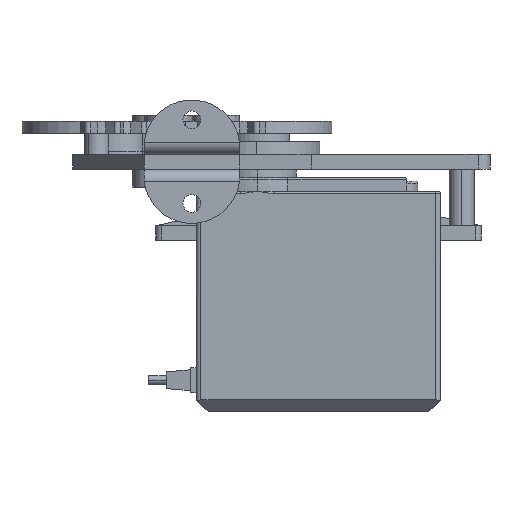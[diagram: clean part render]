
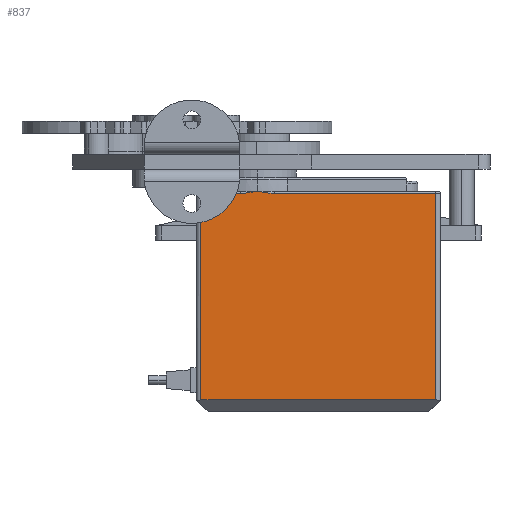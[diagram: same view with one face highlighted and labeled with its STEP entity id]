
A CAD part, left-side view. The second image highlights one B-rep face of the part: STEP entity #837.
In plain terms, the highlighted face is planar.
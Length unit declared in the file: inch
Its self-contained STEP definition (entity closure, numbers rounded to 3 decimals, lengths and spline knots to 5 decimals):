
#178 = LINE ( 'NONE', #8376, #5770 ) ;
#211 = CARTESIAN_POINT ( 'NONE',  ( -0.51518, 1.44094, 0.40354 ) ) ;
#478 = ORIENTED_EDGE ( 'NONE', *, *, #1418, .T. ) ;
#532 = B_SPLINE_CURVE_WITH_KNOTS ( 'NONE', 3,
 ( #4246, #12123, #4118, #12080, #6244, #211 ),
 .UNSPECIFIED., .F., .F.,
 ( 4, 2, 4 ),
 ( -0.00002, 0.00141, 0.00285 ),
 .UNSPECIFIED. ) ;
#837 = ADVANCED_FACE ( 'NONE', ( #11919 ), #3341, .F. ) ;
#1055 = CARTESIAN_POINT ( 'NONE',  ( 0.77559, 0.07874, 0.40354 ) ) ;
#1282 = DIRECTION ( 'NONE',  ( -1., 0., 0. ) ) ;
#1375 = EDGE_CURVE ( 'NONE', #4396, #9109, #10534, .T. ) ;
#1418 = EDGE_CURVE ( 'NONE', #5670, #4396, #178, .T. ) ;
#1518 = CARTESIAN_POINT ( 'NONE',  ( 0.77559, 1.44094, 0.40354 ) ) ;
#1871 = CARTESIAN_POINT ( 'NONE',  ( -0.36665, 1.44924, 0.40354 ) ) ;
#2070 = ORIENTED_EDGE ( 'NONE', *, *, #11429, .T. ) ;
#2235 = VERTEX_POINT ( 'NONE', #6806 ) ;
#2251 = EDGE_LOOP ( 'NONE', ( #5743, #4770, #5505, #2070, #10994, #478, #7677 ) ) ;
#2280 = DIRECTION ( 'NONE',  ( -1., 0., 0. ) ) ;
#3003 = AXIS2_PLACEMENT_3D ( 'NONE', #12298, #4419, #6415 ) ;
#3341 = PLANE ( 'NONE',  #3003 ) ;
#3538 = CARTESIAN_POINT ( 'NONE',  ( 0.80709, 0.07874, 0.40354 ) ) ;
#4118 = CARTESIAN_POINT ( 'NONE',  ( -0.44043, 1.44924, 0.40354 ) ) ;
#4246 = CARTESIAN_POINT ( 'NONE',  ( -0.40354, 1.45669, 0.40354 ) ) ;
#4323 = VECTOR ( 'NONE', #2280, 39.37008 ) ;
#4396 = VERTEX_POINT ( 'NONE', #10746 ) ;
#4419 = DIRECTION ( 'NONE',  ( 0., 0., -1. ) ) ;
#4583 = VECTOR ( 'NONE', #6203, 39.37008 ) ;
#4770 = ORIENTED_EDGE ( 'NONE', *, *, #8718, .T. ) ;
#5505 = ORIENTED_EDGE ( 'NONE', *, *, #11053, .T. ) ;
#5525 = B_SPLINE_CURVE_WITH_KNOTS ( 'NONE', 3,
 ( #10576, #8659, #11690, #1871, #8782, #11732 ),
 .UNSPECIFIED., .F., .F.,
 ( 4, 2, 4 ),
 ( 0., 0.00143, 0.00287 ),
 .UNSPECIFIED. ) ;
#5565 = DIRECTION ( 'NONE',  ( 0., -1., 0. ) ) ;
#5577 = VERTEX_POINT ( 'NONE', #1518 ) ;
#5670 = VERTEX_POINT ( 'NONE', #12563 ) ;
#5743 = ORIENTED_EDGE ( 'NONE', *, *, #12568, .T. ) ;
#5759 = CARTESIAN_POINT ( 'NONE',  ( -0.40354, 1.45669, 0.40354 ) ) ;
#5770 = VECTOR ( 'NONE', #5565, 39.37008 ) ;
#6181 = CARTESIAN_POINT ( 'NONE',  ( -0.80709, 1.44094, 0.40354 ) ) ;
#6203 = DIRECTION ( 'NONE',  ( 0., 1., 0. ) ) ;
#6244 = CARTESIAN_POINT ( 'NONE',  ( -0.49632, 1.44094, 0.40354 ) ) ;
#6415 = DIRECTION ( 'NONE',  ( -1., 0., 0. ) ) ;
#6761 = LINE ( 'NONE', #6181, #7550 ) ;
#6798 = EDGE_CURVE ( 'NONE', #9825, #5670, #8200, .T. ) ;
#6806 = CARTESIAN_POINT ( 'NONE',  ( -0.29191, 1.44094, 0.40354 ) ) ;
#7525 = DIRECTION ( 'NONE',  ( 1., 0., 0. ) ) ;
#7550 = VECTOR ( 'NONE', #1282, 39.37008 ) ;
#7677 = ORIENTED_EDGE ( 'NONE', *, *, #1375, .T. ) ;
#8106 = CARTESIAN_POINT ( 'NONE',  ( 0.77559, 1.45669, 0.40354 ) ) ;
#8169 = CARTESIAN_POINT ( 'NONE',  ( -0.80709, 1.44094, 0.40354 ) ) ;
#8200 = LINE ( 'NONE', #8169, #4323 ) ;
#8376 = CARTESIAN_POINT ( 'NONE',  ( -0.77559, 1.45669, 0.40354 ) ) ;
#8569 = CARTESIAN_POINT ( 'NONE',  ( -0.51518, 1.44094, 0.40354 ) ) ;
#8659 = CARTESIAN_POINT ( 'NONE',  ( -0.31077, 1.44094, 0.40354 ) ) ;
#8718 = EDGE_CURVE ( 'NONE', #5577, #2235, #6761, .T. ) ;
#8782 = CARTESIAN_POINT ( 'NONE',  ( -0.38509, 1.45297, 0.40354 ) ) ;
#9109 = VERTEX_POINT ( 'NONE', #1055 ) ;
#9774 = VERTEX_POINT ( 'NONE', #5759 ) ;
#9825 = VERTEX_POINT ( 'NONE', #8569 ) ;
#9929 = VECTOR ( 'NONE', #7525, 39.37008 ) ;
#10534 = LINE ( 'NONE', #3538, #9929 ) ;
#10576 = CARTESIAN_POINT ( 'NONE',  ( -0.29191, 1.44094, 0.40354 ) ) ;
#10746 = CARTESIAN_POINT ( 'NONE',  ( -0.77559, 0.07874, 0.40354 ) ) ;
#10994 = ORIENTED_EDGE ( 'NONE', *, *, #6798, .T. ) ;
#11053 = EDGE_CURVE ( 'NONE', #2235, #9774, #5525, .T. ) ;
#11429 = EDGE_CURVE ( 'NONE', #9774, #9825, #532, .T. ) ;
#11690 = CARTESIAN_POINT ( 'NONE',  ( -0.32951, 1.44329, 0.40354 ) ) ;
#11732 = CARTESIAN_POINT ( 'NONE',  ( -0.40354, 1.45669, 0.40354 ) ) ;
#11919 = FACE_OUTER_BOUND ( 'NONE', #2251, .T. ) ;
#12080 = CARTESIAN_POINT ( 'NONE',  ( -0.47758, 1.44329, 0.40354 ) ) ;
#12123 = CARTESIAN_POINT ( 'NONE',  ( -0.42198, 1.45298, 0.40354 ) ) ;
#12298 = CARTESIAN_POINT ( 'NONE',  ( -0.80709, 1.45669, 0.40354 ) ) ;
#12448 = LINE ( 'NONE', #8106, #4583 ) ;
#12563 = CARTESIAN_POINT ( 'NONE',  ( -0.77559, 1.44094, 0.40354 ) ) ;
#12568 = EDGE_CURVE ( 'NONE', #9109, #5577, #12448, .T. ) ;
